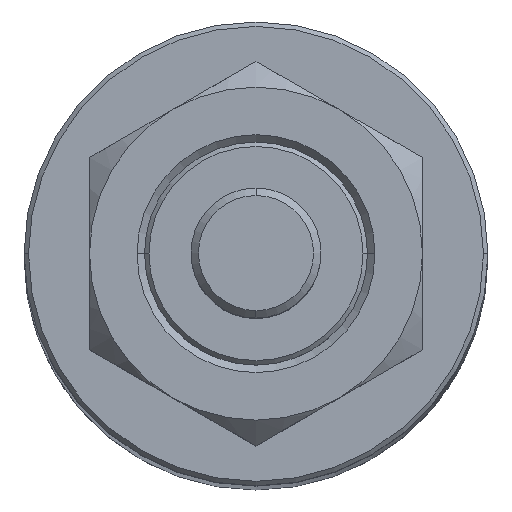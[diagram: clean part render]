
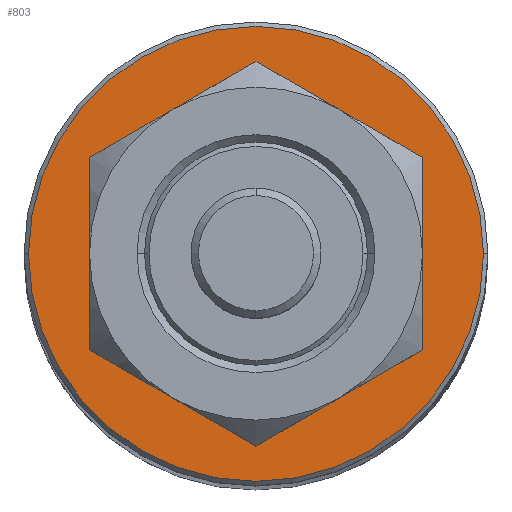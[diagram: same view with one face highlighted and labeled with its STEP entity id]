
A CAD part, top view. The second image highlights one B-rep face of the part: STEP entity #803.
In plain terms, the highlighted face is planar.
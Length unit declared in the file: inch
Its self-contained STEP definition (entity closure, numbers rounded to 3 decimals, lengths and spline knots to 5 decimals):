
#209 = CARTESIAN_POINT ( 'NONE',  ( 0.88, 0., -0.37375 ) ) ;
#212 = CARTESIAN_POINT ( 'NONE',  ( 0.88, 0., 0. ) ) ;
#226 = VERTEX_POINT ( 'NONE', #2819 ) ;
#275 = CIRCLE ( 'NONE', #1896, 0.37375 ) ;
#298 = EDGE_CURVE ( 'NONE', #226, #2356, #1681, .T. ) ;
#414 = CIRCLE ( 'NONE', #1784, 0.765 ) ;
#438 = DIRECTION ( 'NONE',  ( 0., 0., 1. ) ) ;
#477 = CARTESIAN_POINT ( 'NONE',  ( 0.88, 0., -0.765 ) ) ;
#483 = DIRECTION ( 'NONE',  ( -1., 0., 0. ) ) ;
#510 = DIRECTION ( 'NONE',  ( 0., 0., -1. ) ) ;
#642 = CARTESIAN_POINT ( 'NONE',  ( 0.88, 0., 0. ) ) ;
#744 = EDGE_LOOP ( 'NONE', ( #1894, #945 ) ) ;
#784 = CARTESIAN_POINT ( 'NONE',  ( 0.88, 0., 0. ) ) ;
#803 = ADVANCED_FACE ( 'NONE', ( #2273, #1113 ), #2261, .F. ) ;
#865 = DIRECTION ( 'NONE',  ( 0., 0., 1. ) ) ;
#945 = ORIENTED_EDGE ( 'NONE', *, *, #298, .T. ) ;
#992 = AXIS2_PLACEMENT_3D ( 'NONE', #212, #1775, #438 ) ;
#1014 = DIRECTION ( 'NONE',  ( 0., 0., 1. ) ) ;
#1113 = FACE_BOUND ( 'NONE', #1995, .T. ) ;
#1138 = AXIS2_PLACEMENT_3D ( 'NONE', #642, #2186, #865 ) ;
#1177 = EDGE_CURVE ( 'NONE', #1401, #2133, #275, .T. ) ;
#1401 = VERTEX_POINT ( 'NONE', #209 ) ;
#1507 = ORIENTED_EDGE ( 'NONE', *, *, #2191, .F. ) ;
#1516 = CARTESIAN_POINT ( 'NONE',  ( 0.88, 0., 0.37375 ) ) ;
#1681 = CIRCLE ( 'NONE', #1138, 0.765 ) ;
#1775 = DIRECTION ( 'NONE',  ( -1., 0., 0. ) ) ;
#1784 = AXIS2_PLACEMENT_3D ( 'NONE', #1821, #483, #2038 ) ;
#1821 = CARTESIAN_POINT ( 'NONE',  ( 0.88, 0., 0. ) ) ;
#1842 = DIRECTION ( 'NONE',  ( 1., 0., 0. ) ) ;
#1894 = ORIENTED_EDGE ( 'NONE', *, *, #2648, .T. ) ;
#1896 = AXIS2_PLACEMENT_3D ( 'NONE', #784, #2325, #1014 ) ;
#1995 = EDGE_LOOP ( 'NONE', ( #1507, #2005 ) ) ;
#2005 = ORIENTED_EDGE ( 'NONE', *, *, #1177, .F. ) ;
#2038 = DIRECTION ( 'NONE',  ( 0., 0., 1. ) ) ;
#2039 = CIRCLE ( 'NONE', #992, 0.37375 ) ;
#2133 = VERTEX_POINT ( 'NONE', #1516 ) ;
#2186 = DIRECTION ( 'NONE',  ( -1., 0., 0. ) ) ;
#2191 = EDGE_CURVE ( 'NONE', #2133, #1401, #2039, .T. ) ;
#2261 = PLANE ( 'NONE',  #2412 ) ;
#2273 = FACE_OUTER_BOUND ( 'NONE', #744, .T. ) ;
#2325 = DIRECTION ( 'NONE',  ( -1., 0., 0. ) ) ;
#2356 = VERTEX_POINT ( 'NONE', #477 ) ;
#2412 = AXIS2_PLACEMENT_3D ( 'NONE', #2476, #1842, #510 ) ;
#2476 = CARTESIAN_POINT ( 'NONE',  ( 0.88, 0.765, 0. ) ) ;
#2648 = EDGE_CURVE ( 'NONE', #2356, #226, #414, .T. ) ;
#2819 = CARTESIAN_POINT ( 'NONE',  ( 0.88, 0., 0.765 ) ) ;
